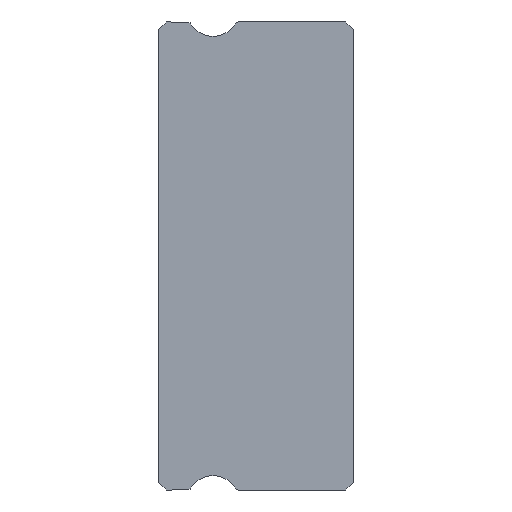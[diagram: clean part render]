
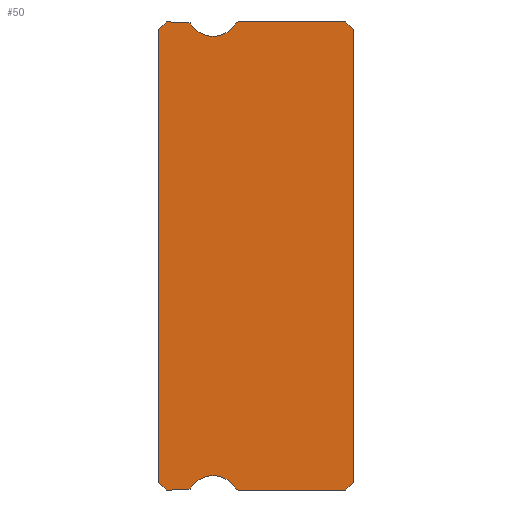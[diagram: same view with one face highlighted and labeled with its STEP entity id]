
A CAD part, left-side view. The second image highlights one B-rep face of the part: STEP entity #50.
In plain terms, the highlighted planar face has unit normal (-1, 0, 0).
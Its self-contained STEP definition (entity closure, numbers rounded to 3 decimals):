
#11 = DIRECTION ( 'NONE',  ( 0., 0., -1. ) ) ;
#21 = DIRECTION ( 'NONE',  ( 0., -1., 0. ) ) ;
#32 = CARTESIAN_POINT ( 'NONE',  ( -10., 7.2, -9. ) ) ;
#42 = VERTEX_POINT ( 'NONE', #761 ) ;
#50 = ADVANCED_FACE ( 'NONE', ( #121 ), #492, .F. ) ;
#51 = CARTESIAN_POINT ( 'NONE',  ( -10., 7.5, -8.7 ) ) ;
#60 = ORIENTED_EDGE ( 'NONE', *, *, #754, .T. ) ;
#76 = CARTESIAN_POINT ( 'NONE',  ( -10., 4.547, 8.928 ) ) ;
#81 = DIRECTION ( 'NONE',  ( 1., 0., 0. ) ) ;
#95 = AXIS2_PLACEMENT_3D ( 'NONE', #824, #81, #1562 ) ;
#103 = CARTESIAN_POINT ( 'NONE',  ( -10., 5.4, -9.45 ) ) ;
#106 = LINE ( 'NONE', #846, #1162 ) ;
#111 = DIRECTION ( 'NONE',  ( 0., 0., -1. ) ) ;
#114 = AXIS2_PLACEMENT_3D ( 'NONE', #874, #128, #11 ) ;
#121 = FACE_OUTER_BOUND ( 'NONE', #181, .T. ) ;
#126 = DIRECTION ( 'NONE',  ( 0., 0., -1. ) ) ;
#128 = DIRECTION ( 'NONE',  ( 1., 0., 0. ) ) ;
#129 = VERTEX_POINT ( 'NONE', #739 ) ;
#141 = EDGE_CURVE ( 'NONE', #579, #907, #497, .T. ) ;
#154 = CARTESIAN_POINT ( 'NONE',  ( -10., 0.3, 9. ) ) ;
#173 = CIRCLE ( 'NONE', #463, 1. ) ;
#181 = EDGE_LOOP ( 'NONE', ( #625, #1275, #1551, #1305, #955, #1507, #538, #1499, #917, #1590, #934, #1055, #1582, #735, #1346, #60, #1584 ) ) ;
#206 = AXIS2_PLACEMENT_3D ( 'NONE', #1066, #945, #1538 ) ;
#211 = LINE ( 'NONE', #718, #1166 ) ;
#219 = EDGE_CURVE ( 'NONE', #1200, #907, #1175, .T. ) ;
#242 = AXIS2_PLACEMENT_3D ( 'NONE', #860, #1223, #1456 ) ;
#246 = VECTOR ( 'NONE', #1483, 1000. ) ;
#253 = DIRECTION ( 'NONE',  ( 1., 0., 0. ) ) ;
#290 = CARTESIAN_POINT ( 'NONE',  ( -10., 0., 8.7 ) ) ;
#305 = EDGE_CURVE ( 'NONE', #1599, #129, #211, .T. ) ;
#327 = VECTOR ( 'NONE', #1300, 1000. ) ;
#338 = VERTEX_POINT ( 'NONE', #971 ) ;
#392 = CARTESIAN_POINT ( 'NONE',  ( -10., 4.419, -8.85 ) ) ;
#411 = DIRECTION ( 'NONE',  ( -1., 0., 0. ) ) ;
#463 = AXIS2_PLACEMENT_3D ( 'NONE', #103, #722, #967 ) ;
#470 = DIRECTION ( 'NONE',  ( 0., 0., 1. ) ) ;
#491 = CARTESIAN_POINT ( 'NONE',  ( -10., 0., -8.7 ) ) ;
#492 = PLANE ( 'NONE',  #775 ) ;
#497 = LINE ( 'NONE', #997, #246 ) ;
#503 = EDGE_CURVE ( 'NONE', #129, #1098, #719, .T. ) ;
#504 = LINE ( 'NONE', #635, #1104 ) ;
#506 = CIRCLE ( 'NONE', #873, 1. ) ;
#513 = VERTEX_POINT ( 'NONE', #1244 ) ;
#538 = ORIENTED_EDGE ( 'NONE', *, *, #305, .F. ) ;
#543 = CARTESIAN_POINT ( 'NONE',  ( -10., 6.381, -9. ) ) ;
#579 = VERTEX_POINT ( 'NONE', #154 ) ;
#598 = VERTEX_POINT ( 'NONE', #32 ) ;
#603 = CARTESIAN_POINT ( 'NONE',  ( -10., 4.547, -8.928 ) ) ;
#625 = ORIENTED_EDGE ( 'NONE', *, *, #1224, .F. ) ;
#635 = CARTESIAN_POINT ( 'NONE',  ( -10., 6.381, 9. ) ) ;
#642 = CARTESIAN_POINT ( 'NONE',  ( -10., 6.253, 8.928 ) ) ;
#709 = DIRECTION ( 'NONE',  ( 0., 1., 0. ) ) ;
#712 = VERTEX_POINT ( 'NONE', #1032 ) ;
#715 = LINE ( 'NONE', #1207, #1359 ) ;
#718 = CARTESIAN_POINT ( 'NONE',  ( -10., 6.381, -9. ) ) ;
#719 = CIRCLE ( 'NONE', #852, 0.15 ) ;
#722 = DIRECTION ( 'NONE',  ( -1., 0., 0. ) ) ;
#735 = ORIENTED_EDGE ( 'NONE', *, *, #1093, .F. ) ;
#739 = CARTESIAN_POINT ( 'NONE',  ( -10., 4.419, -9. ) ) ;
#754 = EDGE_CURVE ( 'NONE', #338, #1394, #939, .T. ) ;
#761 = CARTESIAN_POINT ( 'NONE',  ( -10., 7.5, 8.7 ) ) ;
#772 = CIRCLE ( 'NONE', #95, 0.15 ) ;
#775 = AXIS2_PLACEMENT_3D ( 'NONE', #1379, #1232, #111 ) ;
#791 = LINE ( 'NONE', #1012, #1226 ) ;
#820 = EDGE_CURVE ( 'NONE', #1263, #598, #856, .T. ) ;
#824 = CARTESIAN_POINT ( 'NONE',  ( -10., 6.381, -8.85 ) ) ;
#825 = CARTESIAN_POINT ( 'NONE',  ( -10., 7.2, 9. ) ) ;
#834 = VECTOR ( 'NONE', #1182, 1000. ) ;
#842 = DIRECTION ( 'NONE',  ( 0., -0.707, -0.707 ) ) ;
#846 = CARTESIAN_POINT ( 'NONE',  ( -10., 6.381, -9. ) ) ;
#852 = AXIS2_PLACEMENT_3D ( 'NONE', #392, #253, #1390 ) ;
#856 = LINE ( 'NONE', #975, #1188 ) ;
#860 = CARTESIAN_POINT ( 'NONE',  ( -10., 5.4, 9.45 ) ) ;
#873 = AXIS2_PLACEMENT_3D ( 'NONE', #883, #411, #126 ) ;
#874 = CARTESIAN_POINT ( 'NONE',  ( -10., 4.419, 8.85 ) ) ;
#883 = CARTESIAN_POINT ( 'NONE',  ( -10., 5.4, 9.45 ) ) ;
#900 = CARTESIAN_POINT ( 'NONE',  ( -10., 5.4, 8.45 ) ) ;
#905 = CIRCLE ( 'NONE', #206, 0.15 ) ;
#907 = VERTEX_POINT ( 'NONE', #1282 ) ;
#917 = ORIENTED_EDGE ( 'NONE', *, *, #219, .T. ) ;
#934 = ORIENTED_EDGE ( 'NONE', *, *, #1302, .F. ) ;
#939 = LINE ( 'NONE', #825, #327 ) ;
#945 = DIRECTION ( 'NONE',  ( 1., 0., 0. ) ) ;
#955 = ORIENTED_EDGE ( 'NONE', *, *, #1242, .F. ) ;
#966 = EDGE_CURVE ( 'NONE', #338, #1478, #905, .T. ) ;
#967 = DIRECTION ( 'NONE',  ( 0., 0., -1. ) ) ;
#971 = CARTESIAN_POINT ( 'NONE',  ( -10., 6.381, 9. ) ) ;
#975 = CARTESIAN_POINT ( 'NONE',  ( -10., 7.2, -9. ) ) ;
#985 = EDGE_CURVE ( 'NONE', #712, #1248, #772, .T. ) ;
#997 = CARTESIAN_POINT ( 'NONE',  ( -10., 0.3, 9. ) ) ;
#1012 = CARTESIAN_POINT ( 'NONE',  ( -10., 7.5, 8.7 ) ) ;
#1032 = CARTESIAN_POINT ( 'NONE',  ( -10., 6.253, -8.928 ) ) ;
#1055 = ORIENTED_EDGE ( 'NONE', *, *, #1392, .F. ) ;
#1066 = CARTESIAN_POINT ( 'NONE',  ( -10., 6.381, 8.85 ) ) ;
#1093 = EDGE_CURVE ( 'NONE', #1478, #1514, #1441, .T. ) ;
#1098 = VERTEX_POINT ( 'NONE', #603 ) ;
#1104 = VECTOR ( 'NONE', #21, 1000. ) ;
#1123 = DIRECTION ( 'NONE',  ( 0., 0.707, -0.707 ) ) ;
#1162 = VECTOR ( 'NONE', #1451, 1000. ) ;
#1166 = VECTOR ( 'NONE', #709, 1000. ) ;
#1175 = LINE ( 'NONE', #290, #834 ) ;
#1182 = DIRECTION ( 'NONE',  ( 0., 0., 1. ) ) ;
#1188 = VECTOR ( 'NONE', #842, 1000. ) ;
#1200 = VERTEX_POINT ( 'NONE', #491 ) ;
#1207 = CARTESIAN_POINT ( 'NONE',  ( -10., 7.5, 8.85 ) ) ;
#1216 = EDGE_CURVE ( 'NONE', #598, #1248, #106, .T. ) ;
#1223 = DIRECTION ( 'NONE',  ( -1., 0., 0. ) ) ;
#1224 = EDGE_CURVE ( 'NONE', #1263, #42, #715, .T. ) ;
#1226 = VECTOR ( 'NONE', #1123, 1000. ) ;
#1232 = DIRECTION ( 'NONE',  ( 1., 0., 0. ) ) ;
#1242 = EDGE_CURVE ( 'NONE', #1098, #712, #173, .T. ) ;
#1244 = CARTESIAN_POINT ( 'NONE',  ( -10., 4.419, 9. ) ) ;
#1248 = VERTEX_POINT ( 'NONE', #543 ) ;
#1263 = VERTEX_POINT ( 'NONE', #51 ) ;
#1275 = ORIENTED_EDGE ( 'NONE', *, *, #820, .T. ) ;
#1277 = CIRCLE ( 'NONE', #114, 0.15 ) ;
#1282 = CARTESIAN_POINT ( 'NONE',  ( -10., 0., 8.7 ) ) ;
#1300 = DIRECTION ( 'NONE',  ( 0., 1., 0. ) ) ;
#1302 = EDGE_CURVE ( 'NONE', #513, #579, #504, .T. ) ;
#1303 = DIRECTION ( 'NONE',  ( 0., 0.707, -0.707 ) ) ;
#1305 = ORIENTED_EDGE ( 'NONE', *, *, #985, .F. ) ;
#1346 = ORIENTED_EDGE ( 'NONE', *, *, #966, .F. ) ;
#1359 = VECTOR ( 'NONE', #470, 1000. ) ;
#1379 = CARTESIAN_POINT ( 'NONE',  ( -10., 6.381, 8.85 ) ) ;
#1390 = DIRECTION ( 'NONE',  ( 0., 0., -1. ) ) ;
#1392 = EDGE_CURVE ( 'NONE', #1428, #513, #1277, .T. ) ;
#1394 = VERTEX_POINT ( 'NONE', #1557 ) ;
#1424 = LINE ( 'NONE', #1444, #1544 ) ;
#1425 = CARTESIAN_POINT ( 'NONE',  ( -10., 0.3, -9. ) ) ;
#1428 = VERTEX_POINT ( 'NONE', #76 ) ;
#1432 = EDGE_CURVE ( 'NONE', #1200, #1599, #1424, .T. ) ;
#1441 = CIRCLE ( 'NONE', #242, 1. ) ;
#1444 = CARTESIAN_POINT ( 'NONE',  ( -10., 0., -8.7 ) ) ;
#1451 = DIRECTION ( 'NONE',  ( 0., -1., 0. ) ) ;
#1456 = DIRECTION ( 'NONE',  ( 0., 0., -1. ) ) ;
#1478 = VERTEX_POINT ( 'NONE', #642 ) ;
#1479 = EDGE_CURVE ( 'NONE', #1514, #1428, #506, .T. ) ;
#1483 = DIRECTION ( 'NONE',  ( 0., -0.707, -0.707 ) ) ;
#1499 = ORIENTED_EDGE ( 'NONE', *, *, #1432, .F. ) ;
#1507 = ORIENTED_EDGE ( 'NONE', *, *, #503, .F. ) ;
#1514 = VERTEX_POINT ( 'NONE', #900 ) ;
#1534 = EDGE_CURVE ( 'NONE', #1394, #42, #791, .T. ) ;
#1538 = DIRECTION ( 'NONE',  ( 0., 0., -1. ) ) ;
#1544 = VECTOR ( 'NONE', #1303, 1000. ) ;
#1551 = ORIENTED_EDGE ( 'NONE', *, *, #1216, .T. ) ;
#1557 = CARTESIAN_POINT ( 'NONE',  ( -10., 7.2, 9. ) ) ;
#1562 = DIRECTION ( 'NONE',  ( 0., 0., -1. ) ) ;
#1582 = ORIENTED_EDGE ( 'NONE', *, *, #1479, .F. ) ;
#1584 = ORIENTED_EDGE ( 'NONE', *, *, #1534, .T. ) ;
#1590 = ORIENTED_EDGE ( 'NONE', *, *, #141, .F. ) ;
#1599 = VERTEX_POINT ( 'NONE', #1425 ) ;
